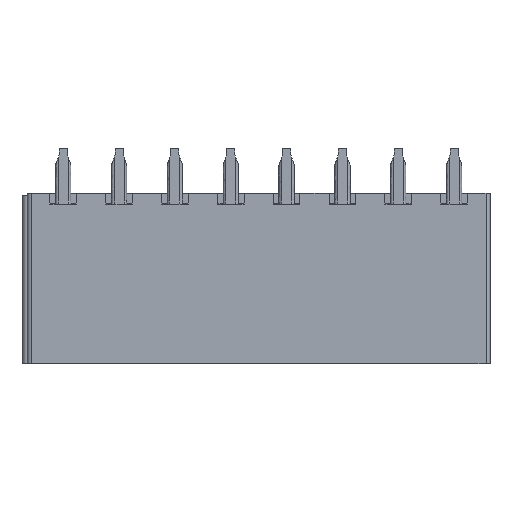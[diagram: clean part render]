
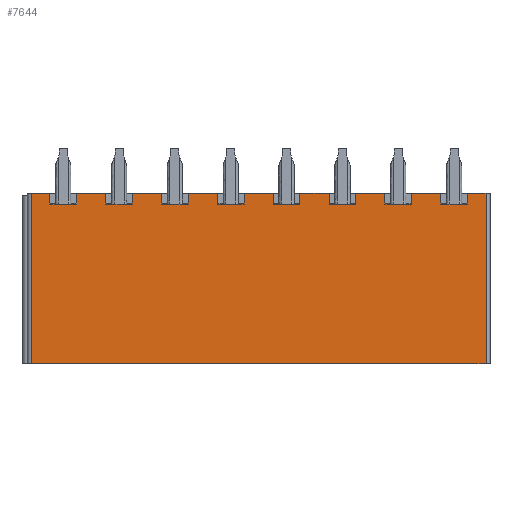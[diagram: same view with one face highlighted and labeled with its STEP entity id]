
A CAD part, top view. The second image highlights one B-rep face of the part: STEP entity #7644.
In plain terms, the highlighted planar face has unit normal (0, 0, 1).
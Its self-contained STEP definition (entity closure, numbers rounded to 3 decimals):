
#282=CARTESIAN_POINT('',(-17.1,12.8,4.8));
#283=VERTEX_POINT('',#282);
#301=CARTESIAN_POINT('',(-17.1,0.,4.8));
#302=VERTEX_POINT('',#301);
#310=CARTESIAN_POINT('',(-17.1,0.,4.8));
#311=DIRECTION('',(0.,1.,0.));
#312=VECTOR('',#311,12.8);
#313=LINE('',#310,#312);
#314=EDGE_CURVE('',#302,#283,#313,.T.);
#711=CARTESIAN_POINT('',(-15.7,12.8,4.8));
#712=VERTEX_POINT('',#711);
#713=CARTESIAN_POINT('',(-17.1,12.8,4.8));
#714=DIRECTION('',(1.,0.,0.));
#715=VECTOR('',#714,1.4);
#716=LINE('',#713,#715);
#717=EDGE_CURVE('',#283,#712,#716,.T.);
#1095=CARTESIAN_POINT('',(-13.7,12.8,4.8));
#1096=VERTEX_POINT('',#1095);
#1097=CARTESIAN_POINT('',(-11.5,12.8,4.8));
#1098=VERTEX_POINT('',#1097);
#1099=CARTESIAN_POINT('',(-13.7,12.8,4.8));
#1100=DIRECTION('',(1.,0.,0.));
#1101=VECTOR('',#1100,2.2);
#1102=LINE('',#1099,#1101);
#1103=EDGE_CURVE('',#1096,#1098,#1102,.T.);
#1126=CARTESIAN_POINT('',(-13.7,12.,4.8));
#1127=VERTEX_POINT('',#1126);
#1128=CARTESIAN_POINT('',(-13.7,12.,4.8));
#1129=DIRECTION('',(0.,1.,0.));
#1130=VECTOR('',#1129,0.8);
#1131=LINE('',#1128,#1130);
#1132=EDGE_CURVE('',#1127,#1096,#1131,.T.);
#1150=CARTESIAN_POINT('',(-15.7,12.,4.8));
#1151=VERTEX_POINT('',#1150);
#1152=CARTESIAN_POINT('',(-15.7,12.8,4.8));
#1153=DIRECTION('',(0.,-1.,0.));
#1154=VECTOR('',#1153,0.8);
#1155=LINE('',#1152,#1154);
#1156=EDGE_CURVE('',#712,#1151,#1155,.T.);
#1972=CARTESIAN_POINT('',(-9.5,12.,4.8));
#1973=VERTEX_POINT('',#1972);
#1974=CARTESIAN_POINT('',(-9.5,12.8,4.8));
#1975=VERTEX_POINT('',#1974);
#1976=CARTESIAN_POINT('',(-9.5,12.,4.8));
#1977=DIRECTION('',(0.,1.,0.));
#1978=VECTOR('',#1977,0.8);
#1979=LINE('',#1976,#1978);
#1980=EDGE_CURVE('',#1973,#1975,#1979,.T.);
#2012=CARTESIAN_POINT('',(-11.5,12.,4.8));
#2013=VERTEX_POINT('',#2012);
#2014=CARTESIAN_POINT('',(-11.5,12.8,4.8));
#2015=DIRECTION('',(0.,-1.,0.));
#2016=VECTOR('',#2015,0.8);
#2017=LINE('',#2014,#2016);
#2018=EDGE_CURVE('',#1098,#2013,#2017,.T.);
#2801=CARTESIAN_POINT('',(-5.3,12.,4.8));
#2802=VERTEX_POINT('',#2801);
#2803=CARTESIAN_POINT('',(-5.3,12.8,4.8));
#2804=VERTEX_POINT('',#2803);
#2805=CARTESIAN_POINT('',(-5.3,12.,4.8));
#2806=DIRECTION('',(0.,1.,0.));
#2807=VECTOR('',#2806,0.8);
#2808=LINE('',#2805,#2807);
#2809=EDGE_CURVE('',#2802,#2804,#2808,.T.);
#2841=CARTESIAN_POINT('',(-7.3,12.8,4.8));
#2842=VERTEX_POINT('',#2841);
#2843=CARTESIAN_POINT('',(-7.3,12.,4.8));
#2844=VERTEX_POINT('',#2843);
#2845=CARTESIAN_POINT('',(-7.3,12.8,4.8));
#2846=DIRECTION('',(0.,-1.,0.));
#2847=VECTOR('',#2846,0.8);
#2848=LINE('',#2845,#2847);
#2849=EDGE_CURVE('',#2842,#2844,#2848,.T.);
#2889=CARTESIAN_POINT('',(-9.5,12.8,4.8));
#2890=DIRECTION('',(1.,0.,0.));
#2891=VECTOR('',#2890,2.2);
#2892=LINE('',#2889,#2891);
#2893=EDGE_CURVE('',#1975,#2842,#2892,.T.);
#2903=CARTESIAN_POINT('',(-3.1,12.8,4.8));
#2904=VERTEX_POINT('',#2903);
#2905=CARTESIAN_POINT('',(-5.3,12.8,4.8));
#2906=DIRECTION('',(1.,0.,0.));
#2907=VECTOR('',#2906,2.2);
#2908=LINE('',#2905,#2907);
#2909=EDGE_CURVE('',#2804,#2904,#2908,.T.);
#3949=CARTESIAN_POINT('',(-1.1,12.,4.8));
#3950=VERTEX_POINT('',#3949);
#3951=CARTESIAN_POINT('',(-1.1,12.8,4.8));
#3952=VERTEX_POINT('',#3951);
#3953=CARTESIAN_POINT('',(-1.1,12.,4.8));
#3954=DIRECTION('',(0.,1.,0.));
#3955=VECTOR('',#3954,0.8);
#3956=LINE('',#3953,#3955);
#3957=EDGE_CURVE('',#3950,#3952,#3956,.T.);
#3989=CARTESIAN_POINT('',(-3.1,12.,4.8));
#3990=VERTEX_POINT('',#3989);
#3991=CARTESIAN_POINT('',(-3.1,12.8,4.8));
#3992=DIRECTION('',(0.,-1.,0.));
#3993=VECTOR('',#3992,0.8);
#3994=LINE('',#3991,#3993);
#3995=EDGE_CURVE('',#2904,#3990,#3994,.T.);
#4020=CARTESIAN_POINT('',(1.1,12.8,4.8));
#4021=VERTEX_POINT('',#4020);
#4022=CARTESIAN_POINT('',(-1.1,12.8,4.8));
#4023=DIRECTION('',(1.,0.,0.));
#4024=VECTOR('',#4023,2.2);
#4025=LINE('',#4022,#4024);
#4026=EDGE_CURVE('',#3952,#4021,#4025,.T.);
#5399=CARTESIAN_POINT('',(3.1,12.,4.8));
#5400=VERTEX_POINT('',#5399);
#5401=CARTESIAN_POINT('',(3.1,12.8,4.8));
#5402=VERTEX_POINT('',#5401);
#5403=CARTESIAN_POINT('',(3.1,12.,4.8));
#5404=DIRECTION('',(0.,1.,0.));
#5405=VECTOR('',#5404,0.8);
#5406=LINE('',#5403,#5405);
#5407=EDGE_CURVE('',#5400,#5402,#5406,.T.);
#5439=CARTESIAN_POINT('',(1.1,12.,4.8));
#5440=VERTEX_POINT('',#5439);
#5441=CARTESIAN_POINT('',(1.1,12.8,4.8));
#5442=DIRECTION('',(0.,-1.,0.));
#5443=VECTOR('',#5442,0.8);
#5444=LINE('',#5441,#5443);
#5445=EDGE_CURVE('',#4021,#5440,#5444,.T.);
#6117=CARTESIAN_POINT('',(7.3,12.8,4.8));
#6118=VERTEX_POINT('',#6117);
#6119=CARTESIAN_POINT('',(9.5,12.8,4.8));
#6120=VERTEX_POINT('',#6119);
#6121=CARTESIAN_POINT('',(7.3,12.8,4.8));
#6122=DIRECTION('',(1.,0.,0.));
#6123=VECTOR('',#6122,2.2);
#6124=LINE('',#6121,#6123);
#6125=EDGE_CURVE('',#6118,#6120,#6124,.T.);
#6148=CARTESIAN_POINT('',(7.3,12.,4.8));
#6149=VERTEX_POINT('',#6148);
#6150=CARTESIAN_POINT('',(7.3,12.,4.8));
#6151=DIRECTION('',(0.,1.,0.));
#6152=VECTOR('',#6151,0.8);
#6153=LINE('',#6150,#6152);
#6154=EDGE_CURVE('',#6149,#6118,#6153,.T.);
#6172=CARTESIAN_POINT('',(5.3,12.8,4.8));
#6173=VERTEX_POINT('',#6172);
#6174=CARTESIAN_POINT('',(5.3,12.,4.8));
#6175=VERTEX_POINT('',#6174);
#6176=CARTESIAN_POINT('',(5.3,12.8,4.8));
#6177=DIRECTION('',(0.,-1.,0.));
#6178=VECTOR('',#6177,0.8);
#6179=LINE('',#6176,#6178);
#6180=EDGE_CURVE('',#6173,#6175,#6179,.T.);
#6206=CARTESIAN_POINT('',(3.1,12.8,4.8));
#6207=DIRECTION('',(1.,0.,0.));
#6208=VECTOR('',#6207,2.2);
#6209=LINE('',#6206,#6208);
#6210=EDGE_CURVE('',#5402,#6173,#6209,.T.);
#7054=CARTESIAN_POINT('',(11.5,12.,4.8));
#7055=VERTEX_POINT('',#7054);
#7056=CARTESIAN_POINT('',(11.5,12.8,4.8));
#7057=VERTEX_POINT('',#7056);
#7058=CARTESIAN_POINT('',(11.5,12.,4.8));
#7059=DIRECTION('',(0.,1.,0.));
#7060=VECTOR('',#7059,0.8);
#7061=LINE('',#7058,#7060);
#7062=EDGE_CURVE('',#7055,#7057,#7061,.T.);
#7094=CARTESIAN_POINT('',(9.5,12.,4.8));
#7095=VERTEX_POINT('',#7094);
#7096=CARTESIAN_POINT('',(9.5,12.8,4.8));
#7097=DIRECTION('',(0.,-1.,0.));
#7098=VECTOR('',#7097,0.8);
#7099=LINE('',#7096,#7098);
#7100=EDGE_CURVE('',#6120,#7095,#7099,.T.);
#7519=CARTESIAN_POINT('',(0.,6.4,4.8));
#7520=DIRECTION('',(-1.,0.,0.));
#7521=DIRECTION('',(0.,0.,1.));
#7522=AXIS2_PLACEMENT_3D('',#7519,#7521,#7520);
#7523=PLANE('',#7522);
#7524=CARTESIAN_POINT('',(-15.7,12.,4.8));
#7525=DIRECTION('',(1.,0.,0.));
#7526=VECTOR('',#7525,2.);
#7527=LINE('',#7524,#7526);
#7528=EDGE_CURVE('',#1151,#1127,#7527,.T.);
#7529=ORIENTED_EDGE('',*,*,#7528,.F.);
#7530=ORIENTED_EDGE('',*,*,#1156,.F.);
#7531=ORIENTED_EDGE('',*,*,#717,.F.);
#7532=ORIENTED_EDGE('',*,*,#314,.F.);
#7533=CARTESIAN_POINT('',(17.1,0.,4.8));
#7534=VERTEX_POINT('',#7533);
#7535=CARTESIAN_POINT('',(-17.1,0.,4.8));
#7536=DIRECTION('',(1.,0.,0.));
#7537=VECTOR('',#7536,34.2);
#7538=LINE('',#7535,#7537);
#7539=EDGE_CURVE('',#302,#7534,#7538,.T.);
#7540=ORIENTED_EDGE('',*,*,#7539,.T.);
#7541=CARTESIAN_POINT('',(17.1,12.8,4.8));
#7542=VERTEX_POINT('',#7541);
#7543=CARTESIAN_POINT('',(17.1,0.,4.8));
#7544=DIRECTION('',(0.,1.,0.));
#7545=VECTOR('',#7544,12.8);
#7546=LINE('',#7543,#7545);
#7547=EDGE_CURVE('',#7534,#7542,#7546,.T.);
#7548=ORIENTED_EDGE('',*,*,#7547,.T.);
#7549=CARTESIAN_POINT('',(15.7,12.8,4.8));
#7550=VERTEX_POINT('',#7549);
#7551=CARTESIAN_POINT('',(17.1,12.8,4.8));
#7552=DIRECTION('',(-1.,0.,0.));
#7553=VECTOR('',#7552,1.4);
#7554=LINE('',#7551,#7553);
#7555=EDGE_CURVE('',#7542,#7550,#7554,.T.);
#7556=ORIENTED_EDGE('',*,*,#7555,.T.);
#7557=CARTESIAN_POINT('',(15.7,12.,4.8));
#7558=VERTEX_POINT('',#7557);
#7559=CARTESIAN_POINT('',(15.7,12.8,4.8));
#7560=DIRECTION('',(0.,-1.,0.));
#7561=VECTOR('',#7560,0.8);
#7562=LINE('',#7559,#7561);
#7563=EDGE_CURVE('',#7550,#7558,#7562,.T.);
#7564=ORIENTED_EDGE('',*,*,#7563,.T.);
#7565=CARTESIAN_POINT('',(13.7,12.,4.8));
#7566=VERTEX_POINT('',#7565);
#7567=CARTESIAN_POINT('',(15.7,12.,4.8));
#7568=DIRECTION('',(-1.,0.,0.));
#7569=VECTOR('',#7568,2.);
#7570=LINE('',#7567,#7569);
#7571=EDGE_CURVE('',#7558,#7566,#7570,.T.);
#7572=ORIENTED_EDGE('',*,*,#7571,.T.);
#7573=CARTESIAN_POINT('',(13.7,12.8,4.8));
#7574=VERTEX_POINT('',#7573);
#7575=CARTESIAN_POINT('',(13.7,12.,4.8));
#7576=DIRECTION('',(0.,1.,0.));
#7577=VECTOR('',#7576,0.8);
#7578=LINE('',#7575,#7577);
#7579=EDGE_CURVE('',#7566,#7574,#7578,.T.);
#7580=ORIENTED_EDGE('',*,*,#7579,.T.);
#7581=CARTESIAN_POINT('',(13.7,12.8,4.8));
#7582=DIRECTION('',(-1.,0.,0.));
#7583=VECTOR('',#7582,2.2);
#7584=LINE('',#7581,#7583);
#7585=EDGE_CURVE('',#7574,#7057,#7584,.T.);
#7586=ORIENTED_EDGE('',*,*,#7585,.T.);
#7587=ORIENTED_EDGE('',*,*,#7062,.F.);
#7588=CARTESIAN_POINT('',(9.5,12.,4.8));
#7589=DIRECTION('',(1.,0.,0.));
#7590=VECTOR('',#7589,2.);
#7591=LINE('',#7588,#7590);
#7592=EDGE_CURVE('',#7095,#7055,#7591,.T.);
#7593=ORIENTED_EDGE('',*,*,#7592,.F.);
#7594=ORIENTED_EDGE('',*,*,#7100,.F.);
#7595=ORIENTED_EDGE('',*,*,#6125,.F.);
#7596=ORIENTED_EDGE('',*,*,#6154,.F.);
#7597=CARTESIAN_POINT('',(5.3,12.,4.8));
#7598=DIRECTION('',(1.,0.,0.));
#7599=VECTOR('',#7598,2.);
#7600=LINE('',#7597,#7599);
#7601=EDGE_CURVE('',#6175,#6149,#7600,.T.);
#7602=ORIENTED_EDGE('',*,*,#7601,.F.);
#7603=ORIENTED_EDGE('',*,*,#6180,.F.);
#7604=ORIENTED_EDGE('',*,*,#6210,.F.);
#7605=ORIENTED_EDGE('',*,*,#5407,.F.);
#7606=CARTESIAN_POINT('',(1.1,12.,4.8));
#7607=DIRECTION('',(1.,0.,0.));
#7608=VECTOR('',#7607,2.);
#7609=LINE('',#7606,#7608);
#7610=EDGE_CURVE('',#5440,#5400,#7609,.T.);
#7611=ORIENTED_EDGE('',*,*,#7610,.F.);
#7612=ORIENTED_EDGE('',*,*,#5445,.F.);
#7613=ORIENTED_EDGE('',*,*,#4026,.F.);
#7614=ORIENTED_EDGE('',*,*,#3957,.F.);
#7615=CARTESIAN_POINT('',(-3.1,12.,4.8));
#7616=DIRECTION('',(1.,0.,0.));
#7617=VECTOR('',#7616,2.);
#7618=LINE('',#7615,#7617);
#7619=EDGE_CURVE('',#3990,#3950,#7618,.T.);
#7620=ORIENTED_EDGE('',*,*,#7619,.F.);
#7621=ORIENTED_EDGE('',*,*,#3995,.F.);
#7622=ORIENTED_EDGE('',*,*,#2909,.F.);
#7623=ORIENTED_EDGE('',*,*,#2809,.F.);
#7624=CARTESIAN_POINT('',(-7.3,12.,4.8));
#7625=DIRECTION('',(1.,0.,0.));
#7626=VECTOR('',#7625,2.);
#7627=LINE('',#7624,#7626);
#7628=EDGE_CURVE('',#2844,#2802,#7627,.T.);
#7629=ORIENTED_EDGE('',*,*,#7628,.F.);
#7630=ORIENTED_EDGE('',*,*,#2849,.F.);
#7631=ORIENTED_EDGE('',*,*,#2893,.F.);
#7632=ORIENTED_EDGE('',*,*,#1980,.F.);
#7633=CARTESIAN_POINT('',(-11.5,12.,4.8));
#7634=DIRECTION('',(1.,0.,0.));
#7635=VECTOR('',#7634,2.);
#7636=LINE('',#7633,#7635);
#7637=EDGE_CURVE('',#2013,#1973,#7636,.T.);
#7638=ORIENTED_EDGE('',*,*,#7637,.F.);
#7639=ORIENTED_EDGE('',*,*,#2018,.F.);
#7640=ORIENTED_EDGE('',*,*,#1103,.F.);
#7641=ORIENTED_EDGE('',*,*,#1132,.F.);
#7642=EDGE_LOOP('',(#7529,#7530,#7531,#7532,#7540,#7548,#7556,#7564,#7572,#7580,#7586,#7587,#7593,#7594,#7595,#7596,#7602,#7603,#7604,#7605,#7611,#7612,#7613,#7614,#7620,#7621,#7622,#7623,#7629,#7630,#7631,#7632,#7638,#7639,#7640,#7641));
#7643=FACE_OUTER_BOUND('',#7642,.T.);
#7644=ADVANCED_FACE('',(#7643),#7523,.T.);
